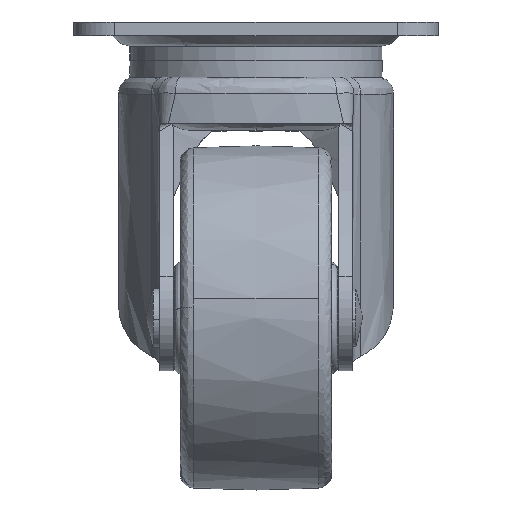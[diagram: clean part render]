
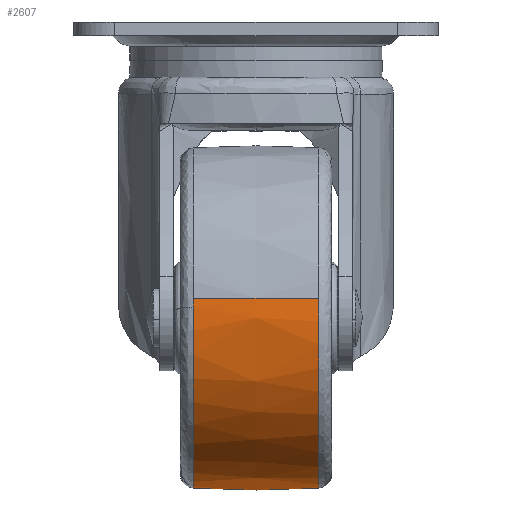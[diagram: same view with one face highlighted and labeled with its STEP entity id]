
A CAD part, left-side view. The second image highlights one B-rep face of the part: STEP entity #2607.
In plain terms, the highlighted free-form (B-spline) face has degree [2, 2] with [3, 9] control points.
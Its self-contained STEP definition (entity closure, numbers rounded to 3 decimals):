
#1662=CARTESIAN_POINT('',(7.561,-9.122,-19.462));
#1663=VERTEX_POINT('',#1662);
#1677=CARTESIAN_POINT('',(0.0,-9.122,-18.278));
#1678=VERTEX_POINT('',#1677);
#1679=CARTESIAN_POINT('',(7.561,-9.122,-19.462));
#1680=CARTESIAN_POINT('',(3.874,-9.122,-18.278));
#1681=CARTESIAN_POINT('',(0.0,-9.122,-18.278));
#1689=(BOUNDED_CURVE()B_SPLINE_CURVE(2,(#1679,#1680,#1681),.UNSPECIFIED.,.F.,.U.)B_SPLINE_CURVE_WITH_KNOTS((3,3),(0.448,0.5),.UNSPECIFIED.)CURVE()GEOMETRIC_REPRESENTATION_ITEM()RATIONAL_B_SPLINE_CURVE((0.903,0.939,1.0))REPRESENTATION_ITEM(''));
#1690=EDGE_CURVE('',#1663,#1678,#1689,.T.);
#1692=CARTESIAN_POINT('',(-24.557,-9.122,-40.145));
#1693=VERTEX_POINT('',#1692);
#1707=CARTESIAN_POINT('',(0.0,-9.122,-67.722));
#1708=VERTEX_POINT('',#1707);
#1709=CARTESIAN_POINT('',(-24.557,-9.122,-40.145));
#1710=CARTESIAN_POINT('',(-24.722,-9.122,-41.568));
#1711=CARTESIAN_POINT('',(-24.722,-9.122,-43.));
#1712=CARTESIAN_POINT('',(-24.722,-9.122,-67.722));
#1713=CARTESIAN_POINT('',(0.0,-9.122,-67.722));
#1721=(BOUNDED_CURVE()B_SPLINE_CURVE(2,(#1709,#1710,#1711,#1712,#1713),.UNSPECIFIED.,.F.,.U.)B_SPLINE_CURVE_WITH_KNOTS((3,2,3),(0.73,0.75,1.0),.UNSPECIFIED.)CURVE()GEOMETRIC_REPRESENTATION_ITEM()RATIONAL_B_SPLINE_CURVE((0.957,0.977,1.0,0.707,1.0))REPRESENTATION_ITEM(''));
#1722=EDGE_CURVE('',#1693,#1708,#1721,.T.);
#1724=CARTESIAN_POINT('',(24.691,-9.122,-41.758));
#1725=VERTEX_POINT('',#1724);
#1726=CARTESIAN_POINT('',(0.0,-9.122,-67.722));
#1727=CARTESIAN_POINT('',(24.722,-9.122,-67.722));
#1728=CARTESIAN_POINT('',(24.722,-9.122,-43.));
#1729=CARTESIAN_POINT('',(24.722,-9.122,-42.379));
#1730=CARTESIAN_POINT('',(24.691,-9.122,-41.758));
#1738=(BOUNDED_CURVE()B_SPLINE_CURVE(2,(#1726,#1727,#1728,#1729,#1730),.UNSPECIFIED.,.F.,.U.)B_SPLINE_CURVE_WITH_KNOTS((3,2,3),(0.0,0.25,0.259),.UNSPECIFIED.)CURVE()GEOMETRIC_REPRESENTATION_ITEM()RATIONAL_B_SPLINE_CURVE((1.0,0.707,1.0,0.99,0.98))REPRESENTATION_ITEM(''));
#1739=EDGE_CURVE('',#1708,#1725,#1738,.T.);
#1822=CARTESIAN_POINT('',(24.691,-9.122,-41.758));
#1823=CARTESIAN_POINT('',(23.832,-9.122,-24.689));
#1824=CARTESIAN_POINT('',(7.561,-9.122,-19.462));
#1832=(BOUNDED_CURVE()B_SPLINE_CURVE(2,(#1822,#1823,#1824),.UNSPECIFIED.,.F.,.U.)B_SPLINE_CURVE_WITH_KNOTS((3,3),(0.259,0.448),.UNSPECIFIED.)CURVE()GEOMETRIC_REPRESENTATION_ITEM()RATIONAL_B_SPLINE_CURVE((0.98,0.774,0.903))REPRESENTATION_ITEM(''));
#1833=EDGE_CURVE('',#1725,#1663,#1832,.T.);
#1868=CARTESIAN_POINT('',(24.544,9.122,-45.961));
#1869=VERTEX_POINT('',#1868);
#1870=CARTESIAN_POINT('',(0.0,9.122,-18.278));
#1871=VERTEX_POINT('',#1870);
#1872=CARTESIAN_POINT('',(24.544,9.122,-45.961));
#1873=CARTESIAN_POINT('',(24.722,9.122,-44.486));
#1874=CARTESIAN_POINT('',(24.722,9.122,-43.));
#1875=CARTESIAN_POINT('',(24.722,9.122,-18.278));
#1876=CARTESIAN_POINT('',(0.0,9.122,-18.278));
#1884=(BOUNDED_CURVE()B_SPLINE_CURVE(2,(#1872,#1873,#1874,#1875,#1876),.UNSPECIFIED.,.F.,.U.)B_SPLINE_CURVE_WITH_KNOTS((3,2,3),(0.229,0.25,0.5),.UNSPECIFIED.)CURVE()GEOMETRIC_REPRESENTATION_ITEM()RATIONAL_B_SPLINE_CURVE((0.955,0.976,1.0,0.707,1.0))REPRESENTATION_ITEM(''));
#1885=EDGE_CURVE('',#1869,#1871,#1884,.T.);
#1934=CARTESIAN_POINT('',(-24.674,9.122,-41.448));
#1935=VERTEX_POINT('',#1934);
#1949=CARTESIAN_POINT('',(-24.557,9.122,-40.145));
#1950=VERTEX_POINT('',#1949);
#1951=CARTESIAN_POINT('',(-24.557,9.122,-40.145));
#1952=CARTESIAN_POINT('',(-24.633,9.122,-40.795));
#1953=CARTESIAN_POINT('',(-24.674,9.122,-41.448));
#1961=(BOUNDED_CURVE()B_SPLINE_CURVE(2,(#1951,#1952,#1953),.UNSPECIFIED.,.F.,.U.)B_SPLINE_CURVE_WITH_KNOTS((3,3),(0.73,0.739),.UNSPECIFIED.)CURVE()GEOMETRIC_REPRESENTATION_ITEM()RATIONAL_B_SPLINE_CURVE((0.957,0.966,0.975))REPRESENTATION_ITEM(''));
#1962=EDGE_CURVE('',#1950,#1935,#1961,.T.);
#2003=CARTESIAN_POINT('',(0.0,9.122,-67.722));
#2004=VERTEX_POINT('',#2003);
#2005=CARTESIAN_POINT('',(0.0,9.122,-67.722));
#2006=CARTESIAN_POINT('',(21.919,9.122,-67.722));
#2007=CARTESIAN_POINT('',(24.544,9.122,-45.961));
#2015=(BOUNDED_CURVE()B_SPLINE_CURVE(2,(#2005,#2006,#2007),.UNSPECIFIED.,.F.,.U.)B_SPLINE_CURVE_WITH_KNOTS((3,3),(0.0,0.229),.UNSPECIFIED.)CURVE()GEOMETRIC_REPRESENTATION_ITEM()RATIONAL_B_SPLINE_CURVE((1.0,0.731,0.955))REPRESENTATION_ITEM(''));
#2016=EDGE_CURVE('',#2004,#1869,#2015,.T.);
#2018=CARTESIAN_POINT('',(-24.674,9.122,-41.448));
#2019=CARTESIAN_POINT('',(-24.722,9.122,-42.223));
#2020=CARTESIAN_POINT('',(-24.722,9.122,-43.));
#2021=CARTESIAN_POINT('',(-24.722,9.122,-67.722));
#2022=CARTESIAN_POINT('',(0.0,9.122,-67.722));
#2030=(BOUNDED_CURVE()B_SPLINE_CURVE(2,(#2018,#2019,#2020,#2021,#2022),.UNSPECIFIED.,.F.,.U.)B_SPLINE_CURVE_WITH_KNOTS((3,2,3),(0.739,0.75,1.0),.UNSPECIFIED.)CURVE()GEOMETRIC_REPRESENTATION_ITEM()RATIONAL_B_SPLINE_CURVE((0.975,0.987,1.0,0.707,1.0))REPRESENTATION_ITEM(''));
#2031=EDGE_CURVE('',#1935,#2004,#2030,.T.);
#2536=CARTESIAN_POINT('',(-24.499,-10.031,-40.152));
#2537=CARTESIAN_POINT('',(-25.167,0.,-40.075));
#2538=CARTESIAN_POINT('',(-24.499,10.031,-40.152));
#2539=CARTESIAN_POINT('',(-24.664,-10.031,-41.571));
#2540=CARTESIAN_POINT('',(-25.337,0.,-41.532));
#2541=CARTESIAN_POINT('',(-24.664,10.031,-41.571));
#2542=CARTESIAN_POINT('',(-24.664,-10.031,-43.));
#2543=CARTESIAN_POINT('',(-25.337,0.,-43.));
#2544=CARTESIAN_POINT('',(-24.664,10.031,-43.));
#2545=CARTESIAN_POINT('',(-24.664,-10.031,-67.664));
#2546=CARTESIAN_POINT('',(-25.337,0.,-68.337));
#2547=CARTESIAN_POINT('',(-24.664,10.031,-67.664));
#2548=CARTESIAN_POINT('',(0.0,-10.031,-67.664));
#2549=CARTESIAN_POINT('',(0.0,0.,-68.337));
#2550=CARTESIAN_POINT('',(0.0,10.031,-67.664));
#2551=CARTESIAN_POINT('',(24.664,-10.031,-67.664));
#2552=CARTESIAN_POINT('',(25.337,0.,-68.337));
#2553=CARTESIAN_POINT('',(24.664,10.031,-67.664));
#2554=CARTESIAN_POINT('',(24.664,-10.031,-43.));
#2555=CARTESIAN_POINT('',(25.337,0.,-43.));
#2556=CARTESIAN_POINT('',(24.664,10.031,-43.));
#2557=CARTESIAN_POINT('',(24.664,-10.031,-18.336));
#2558=CARTESIAN_POINT('',(25.337,0.,-17.663));
#2559=CARTESIAN_POINT('',(24.664,10.031,-18.336));
#2560=CARTESIAN_POINT('',(0.0,-10.031,-18.336));
#2561=CARTESIAN_POINT('',(0.0,0.,-17.663));
#2562=CARTESIAN_POINT('',(0.0,10.031,-18.336));
#2570=(BOUNDED_SURFACE()B_SPLINE_SURFACE(2,2,((#2536,#2539,#2542,#2545,#2548,#2551,#2554,#2557,#2560),(#2537,#2540,#2543,#2546,#2549,#2552,#2555,#2558,#2561),(#2538,#2541,#2544,#2547,#2550,#2553,#2556,#2559,#2562)),.UNSPECIFIED.,.F.,.F.,.U.)B_SPLINE_SURFACE_WITH_KNOTS((3,3),(3,2,2,2,3),(0.0,20.084),(0.0,3.314,44.735,86.156,127.578),.UNSPECIFIED.)GEOMETRIC_REPRESENTATION_ITEM()RATIONAL_B_SPLINE_SURFACE(((0.878,0.896,0.918,0.649,0.918,0.649,0.918,0.649,0.918),(0.876,0.894,0.916,0.647,0.916,0.647,0.916,0.647,0.916),(0.878,0.896,0.918,0.649,0.918,0.649,0.918,0.649,0.918)))REPRESENTATION_ITEM('')SURFACE());
#2571=ORIENTED_EDGE('',*,*,#1722,.F.);
#2572=CARTESIAN_POINT('',(-24.557,-9.122,-40.145));
#2573=CARTESIAN_POINT('',(-25.109,0.,-40.081));
#2574=CARTESIAN_POINT('',(-24.557,9.122,-40.145));
#2582=(BOUNDED_CURVE()B_SPLINE_CURVE(2,(#2572,#2573,#2574),.UNSPECIFIED.,.F.,.U.)B_SPLINE_CURVE_WITH_KNOTS((3,3),(0.45,0.55),.UNSPECIFIED.)CURVE()GEOMETRIC_REPRESENTATION_ITEM()RATIONAL_B_SPLINE_CURVE((0.878,0.876,0.878))REPRESENTATION_ITEM(''));
#2583=EDGE_CURVE('',#1693,#1950,#2582,.T.);
#2584=ORIENTED_EDGE('',*,*,#2583,.T.);
#2585=ORIENTED_EDGE('',*,*,#1962,.T.);
#2586=ORIENTED_EDGE('',*,*,#2031,.T.);
#2587=ORIENTED_EDGE('',*,*,#2016,.T.);
#2588=ORIENTED_EDGE('',*,*,#1885,.T.);
#2589=CARTESIAN_POINT('',(0.0,-9.122,-18.278));
#2590=CARTESIAN_POINT('',(0.0,0.,-17.722));
#2591=CARTESIAN_POINT('',(0.0,9.122,-18.278));
#2599=(BOUNDED_CURVE()B_SPLINE_CURVE(2,(#2589,#2590,#2591),.UNSPECIFIED.,.F.,.U.)B_SPLINE_CURVE_WITH_KNOTS((3,3),(0.45,0.55),.UNSPECIFIED.)CURVE()GEOMETRIC_REPRESENTATION_ITEM()RATIONAL_B_SPLINE_CURVE((0.918,0.916,0.918))REPRESENTATION_ITEM(''));
#2600=EDGE_CURVE('',#1678,#1871,#2599,.T.);
#2601=ORIENTED_EDGE('',*,*,#2600,.F.);
#2602=ORIENTED_EDGE('',*,*,#1690,.F.);
#2603=ORIENTED_EDGE('',*,*,#1833,.F.);
#2604=ORIENTED_EDGE('',*,*,#1739,.F.);
#2605=EDGE_LOOP('',(#2571,#2584,#2585,#2586,#2587,#2588,#2601,#2602,#2603,#2604));
#2606=FACE_OUTER_BOUND('',#2605,.T.);
#2607=ADVANCED_FACE('',(#2606),#2570,.T.);
